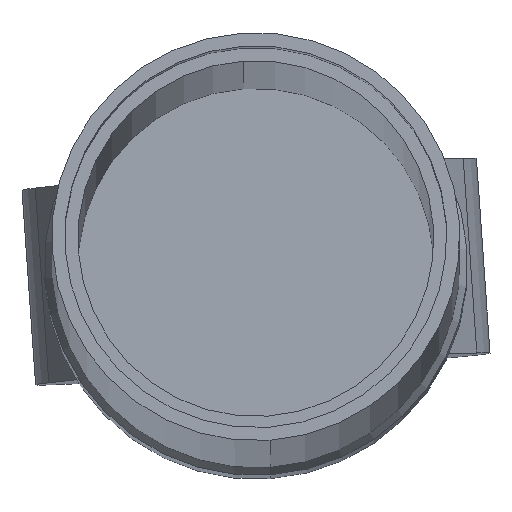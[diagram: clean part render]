
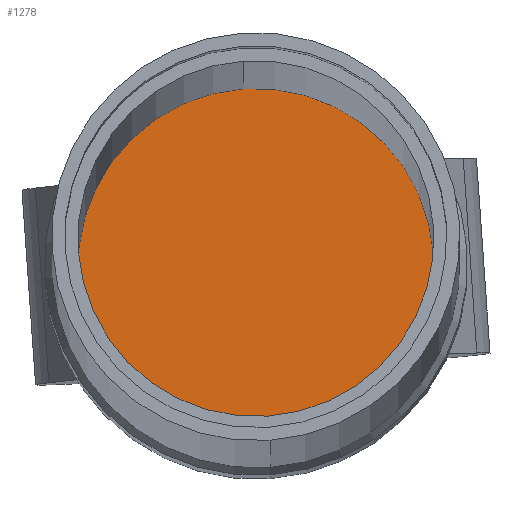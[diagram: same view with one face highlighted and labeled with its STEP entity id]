
A CAD part, front view. The second image highlights one B-rep face of the part: STEP entity #1278.
In plain terms, the highlighted face is planar.
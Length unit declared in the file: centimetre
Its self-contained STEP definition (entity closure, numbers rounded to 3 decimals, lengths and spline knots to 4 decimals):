
#3 = CARTESIAN_POINT ( 'NONE',  ( -18.4015, -56.0926, 23.7552 ) ) ;
#106 = EDGE_LOOP ( 'NONE', ( #1543, #1483 ) ) ;
#200 = DIRECTION ( 'NONE',  ( 0., 0., -1. ) ) ;
#222 = DIRECTION ( 'NONE',  ( 0., 1., 0. ) ) ;
#230 = FACE_OUTER_BOUND ( 'NONE', #106, .T. ) ;
#261 = CARTESIAN_POINT ( 'NONE',  ( -18.4015, -56.0926, 30.7009 ) ) ;
#396 = VERTEX_POINT ( 'NONE', #3 ) ;
#427 = AXIS2_PLACEMENT_3D ( 'NONE', #1190, #222, #449 ) ;
#441 = CARTESIAN_POINT ( 'NONE',  ( -18.4015, -56.0926, 27.2281 ) ) ;
#449 = DIRECTION ( 'NONE',  ( 0., 0., -1. ) ) ;
#458 = VERTEX_POINT ( 'NONE', #261 ) ;
#495 = CARTESIAN_POINT ( 'NONE',  ( -18.4015, -56.0926, 27.2281 ) ) ;
#632 = EDGE_CURVE ( 'NONE', #458, #396, #808, .T. ) ;
#642 = EDGE_CURVE ( 'NONE', #396, #458, #686, .T. ) ;
#686 = CIRCLE ( 'NONE', #1211, 3.4729 ) ;
#706 = DIRECTION ( 'NONE',  ( 0., 1., 0. ) ) ;
#723 = DIRECTION ( 'NONE',  ( 0., -1., 0. ) ) ;
#808 = CIRCLE ( 'NONE', #427, 3.4729 ) ;
#1003 = DIRECTION ( 'NONE',  ( 1., 0., 0. ) ) ;
#1115 = PLANE ( 'NONE',  #1237 ) ;
#1190 = CARTESIAN_POINT ( 'NONE',  ( -18.4015, -56.0926, 27.2281 ) ) ;
#1211 = AXIS2_PLACEMENT_3D ( 'NONE', #441, #706, #200 ) ;
#1237 = AXIS2_PLACEMENT_3D ( 'NONE', #495, #723, #1003 ) ;
#1278 = ADVANCED_FACE ( 'NONE', ( #230 ), #1115, .F. ) ;
#1483 = ORIENTED_EDGE ( 'NONE', *, *, #632, .T. ) ;
#1543 = ORIENTED_EDGE ( 'NONE', *, *, #642, .T. ) ;
